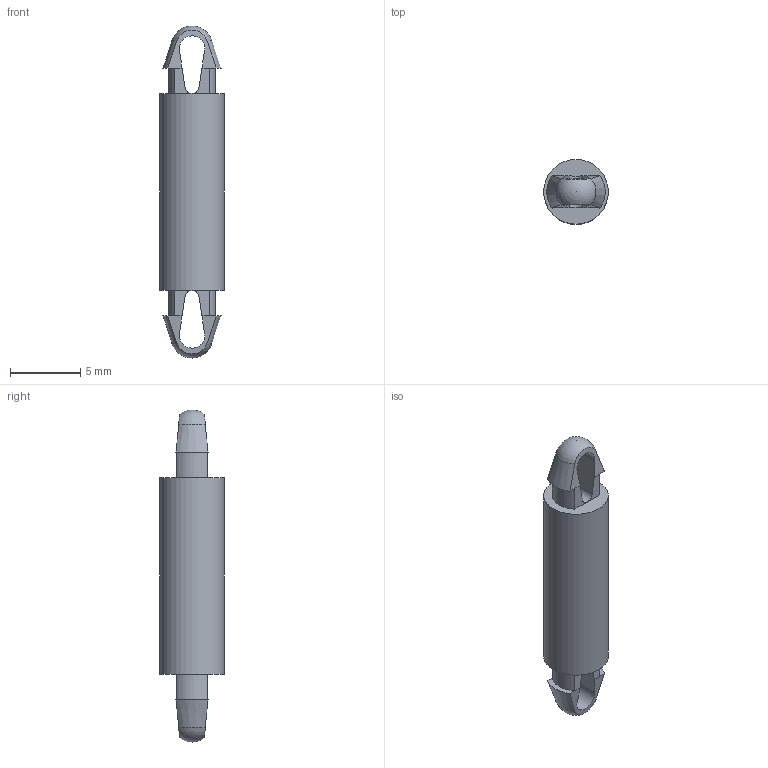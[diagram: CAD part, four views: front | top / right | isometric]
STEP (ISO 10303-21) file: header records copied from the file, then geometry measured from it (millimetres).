
FILE_DESCRIPTION(/* description */ ('Unknown'),/* implementation_level */ '2;1');
FILE_NAME(/* name */ '709657140',/* time_stamp */ '2019-01-03T15:14:04+01:00',/* author */ ('Unknown'),/* organization */ ('Unknown'),/* preprocessor_version */ 'ST-DEVELOPER v16.7',/* originating_system */ 'DEX',/* authorisation */ $);
FILE_SCHEMA (('AUTOMOTIVE_DESIGN {1 0 10303 214 3 1 1}'));
Length unit declared in the file: millimetre
Products named in the file (1): 709657140
Bounding box: 4.6 x 4.6 x 23.6 mm (x, y, z)
Volume: 267.9 mm3; surface area: 339.5 mm2
Topology: 1 solids, 1 shells, 45 faces, 129 edges, 82 vertices
Faces by surface type: plane 30, cylinder 9, cone 4, sphere 2
Full cylindrical faces by diameter (mm): 4.6 x1
Entity records: 1464 total; most frequent: CARTESIAN_POINT 294, ORIENTED_EDGE 244, DIRECTION 232, EDGE_CURVE 122, AXIS2_PLACEMENT_3D 80, VERTEX_POINT 78, LINE 72, VECTOR 72
